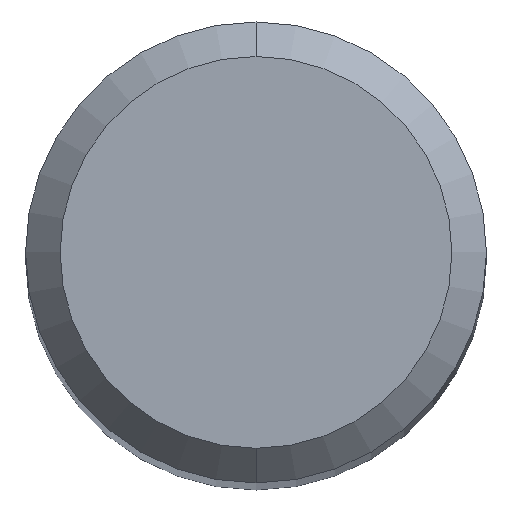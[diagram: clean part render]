
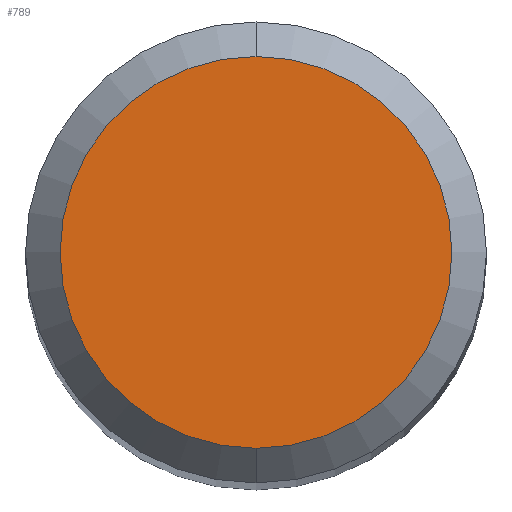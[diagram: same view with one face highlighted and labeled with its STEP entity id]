
A CAD part, top view. The second image highlights one B-rep face of the part: STEP entity #789.
In plain terms, the highlighted planar face has unit normal (0, 0, 1).
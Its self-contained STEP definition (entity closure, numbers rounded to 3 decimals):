
#365=EDGE_CURVE('',#973,#863,#1020,.T.);
#647=EDGE_CURVE('',#863,#973,#1329,.T.);
#789=ADVANCED_FACE('',(#1484),#1485,.T.);
#863=VERTEX_POINT('',#1567);
#973=VERTEX_POINT('',#1687);
#1020=CIRCLE('',#1759,1.7);
#1329=CIRCLE('',#2910,1.7);
#1484=FACE_OUTER_BOUND('',#3699,.T.);
#1485=PLANE('',#3700);
#1567=CARTESIAN_POINT('',(0.,-1.7,0.0));
#1687=CARTESIAN_POINT('',(0.0,1.7,0.0));
#1759=AXIS2_PLACEMENT_3D('',#4811,#4812,#4813);
#2910=AXIS2_PLACEMENT_3D('',#5151,#5152,#5153);
#3699=EDGE_LOOP('',(#5305,#5306));
#3700=AXIS2_PLACEMENT_3D('',#5307,#5308,#5309);
#4811=CARTESIAN_POINT('',(0.0,0.0,0.0));
#4812=DIRECTION('',(0.0,0.0,-1.0));
#4813=DIRECTION('',(0.0,1.0,0.0));
#5151=CARTESIAN_POINT('',(0.0,0.0,0.0));
#5152=DIRECTION('',(0.0,0.0,-1.0));
#5153=DIRECTION('',(0.0,1.0,0.0));
#5305=ORIENTED_EDGE('',*,*,#365,.F.);
#5306=ORIENTED_EDGE('',*,*,#647,.F.);
#5307=CARTESIAN_POINT('',(0.0,0.85,0.0));
#5308=DIRECTION('',(-0.0,0.0,1.0));
#5309=DIRECTION('',(0.0,-1.0,0.0));
